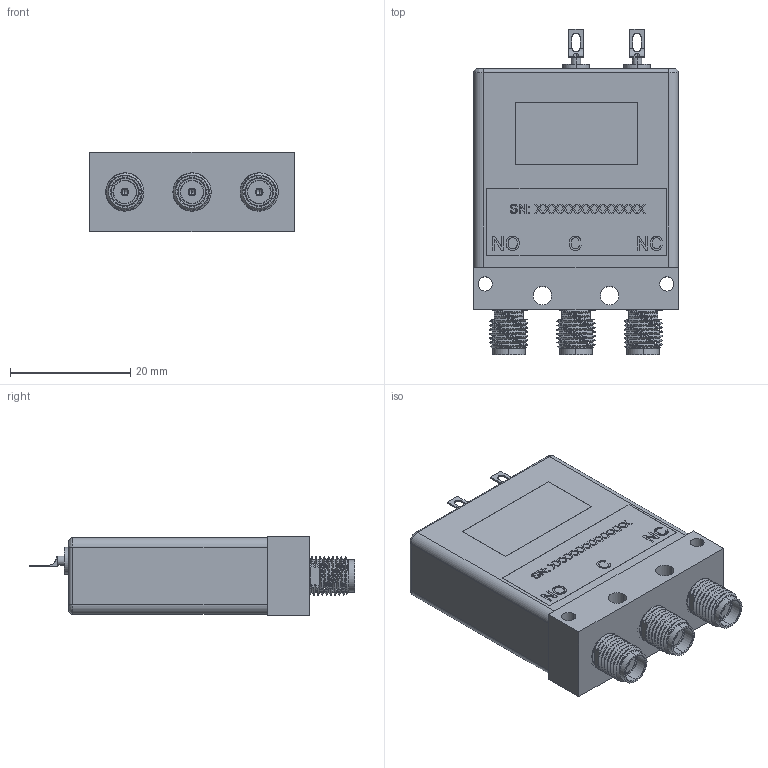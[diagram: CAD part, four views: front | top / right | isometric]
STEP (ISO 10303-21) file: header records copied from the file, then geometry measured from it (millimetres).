
FILE_DESCRIPTION (( 'STEP AP214' ), '1' );
FILE_NAME ('FMSW6539_3D.step', '2023-02-16T17:48:12', ( '' ), ( '' ), 'SwSTEP 2.0', 'SolidWorks 2022', '' );
FILE_SCHEMA (( 'AUTOMOTIVE_DESIGN' ));
Length unit declared in the file: inch
Products named in the file (6): R040691-e360_-03_1; A12029003-e360_6; A12021Y01-e360_-007; LABEL ILS-100-02; A12061K01-121-e360; FMSW6539_3D
Assembly tree (8 placements, depth 2):
  FMSW6539_3D
    A12021Y01-e360_-007
    A12029003-e360_6  x3
    A12061K01-121-e360
    R040691-e360_-03_1  x2
    LABEL ILS-100-02
Bounding box: 34.04 x 54.24 x 13.21 mm (x, y, z)
Volume: 4732.6 mm3; surface area: 11510.5 mm2
Topology: 5 solids, 26 shells, 830 faces, 2150 edges, 1395 vertices
Faces by surface type: plane 374, cylinder 243, bspline 161, cone 52
Entity records: 33833 total; most frequent: CARTESIAN_POINT 15814, ORIENTED_EDGE 3025, DIRECTION 2426, EDGE_CURVE 1515, VERTEX_POINT 995, LINE 980, VECTOR 980, AXIS2_PLACEMENT_3D 723
